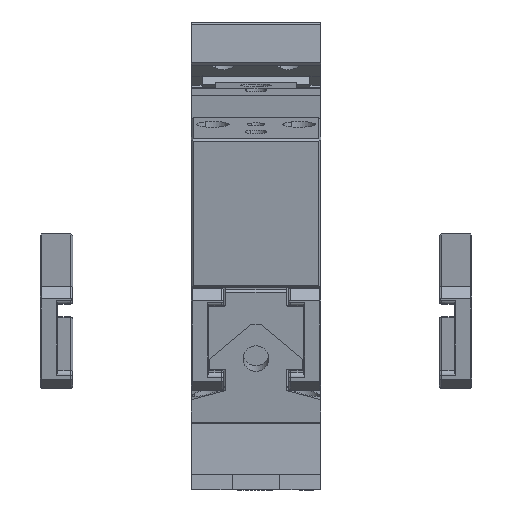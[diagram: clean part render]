
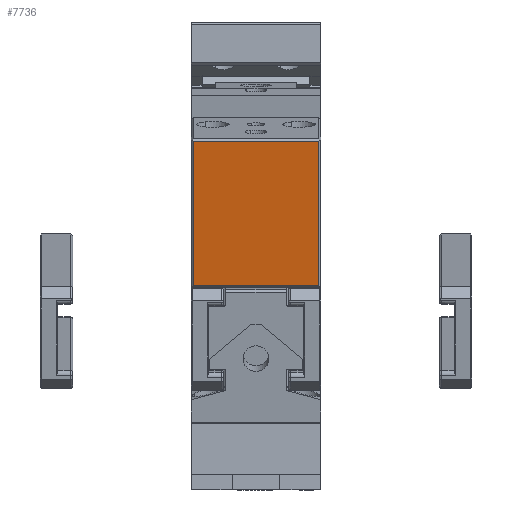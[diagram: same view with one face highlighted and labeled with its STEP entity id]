
A CAD part, left-side view. The second image highlights one B-rep face of the part: STEP entity #7736.
In plain terms, the highlighted planar face has unit normal (-0.985, 0, -0.174).
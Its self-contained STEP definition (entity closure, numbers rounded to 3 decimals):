
#7320=CARTESIAN_POINT('Vertex',(-84.689,29.,19.592)) ;
#7323=CARTESIAN_POINT('Line Origine',(-84.689,0.,19.592)) ;
#7327=CARTESIAN_POINT('Vertex',(-84.689,-29.,19.592)) ;
#7570=CARTESIAN_POINT('Vertex',(-72.881,29.,-47.375)) ;
#7573=CARTESIAN_POINT('Line Origine',(-78.698,29.,-14.384)) ;
#7713=CARTESIAN_POINT('Axis2P3D Location',(-72.881,0.,-47.375)) ;
#7718=CARTESIAN_POINT('Line Origine',(-72.881,0.,-47.375)) ;
#7722=CARTESIAN_POINT('Vertex',(-72.881,-29.,-47.375)) ;
#7725=CARTESIAN_POINT('Line Origine',(-78.785,-29.,-13.892)) ;
#7324=DIRECTION('Vector Direction',(0.,-1.,0.)) ;
#7574=DIRECTION('Vector Direction',(0.174,0.,-0.985)) ;
#7714=DIRECTION('Axis2P3D Direction',(0.985,0.,0.174)) ;
#7715=DIRECTION('Axis2P3D XDirection',(-0.174,0.,0.985)) ;
#7719=DIRECTION('Vector Direction',(0.,-1.,0.)) ;
#7726=DIRECTION('Vector Direction',(-0.174,0.,0.985)) ;
#7716=AXIS2_PLACEMENT_3D('Plane Axis2P3D',#7713,#7714,#7715) ;
#7731=ORIENTED_EDGE('',*,*,#7577,.T.) ;
#7732=ORIENTED_EDGE('',*,*,#7724,.T.) ;
#7733=ORIENTED_EDGE('',*,*,#7729,.F.) ;
#7734=ORIENTED_EDGE('',*,*,#7329,.F.) ;
#7325=VECTOR('Line Direction',#7324,1.) ;
#7575=VECTOR('Line Direction',#7574,1.) ;
#7720=VECTOR('Line Direction',#7719,1.) ;
#7727=VECTOR('Line Direction',#7726,1.) ;
#7736=ADVANCED_FACE('SCHIEBERKOERPER_105816_(0\X2\00B0\X0\5\X2\00B0\X0\10\X2\00B0\X0\_60HUB)',(#7735),#7717,.F.) ;
#7329=EDGE_CURVE('',#7321,#7328,#7326,.T.) ;
#7577=EDGE_CURVE('',#7321,#7571,#7576,.T.) ;
#7724=EDGE_CURVE('',#7571,#7723,#7721,.T.) ;
#7729=EDGE_CURVE('',#7328,#7723,#7728,.F.) ;
#7730=EDGE_LOOP('',(#7731,#7732,#7733,#7734)) ;
#7735=FACE_OUTER_BOUND('',#7730,.T.) ;
#7326=LINE('Line',#7323,#7325) ;
#7576=LINE('Line',#7573,#7575) ;
#7721=LINE('Line',#7718,#7720) ;
#7728=LINE('Line',#7725,#7727) ;
#7717=PLANE('',#7716) ;
#7321=VERTEX_POINT('',#7320) ;
#7328=VERTEX_POINT('',#7327) ;
#7571=VERTEX_POINT('',#7570) ;
#7723=VERTEX_POINT('',#7722) ;
